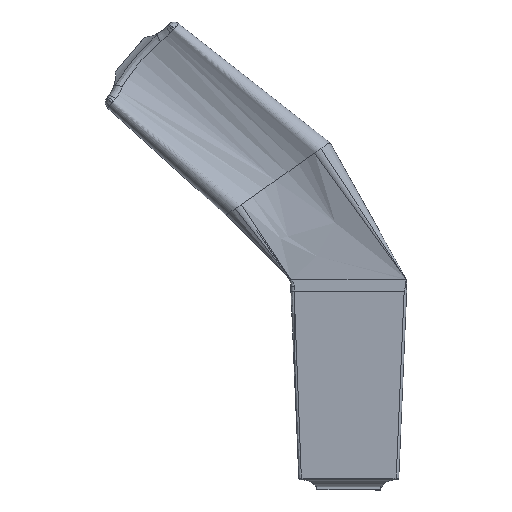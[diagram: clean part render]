
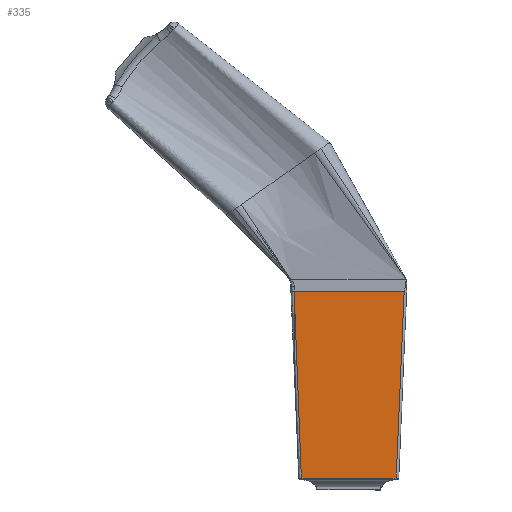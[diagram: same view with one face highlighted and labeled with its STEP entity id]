
A CAD part, top view. The second image highlights one B-rep face of the part: STEP entity #335.
In plain terms, the highlighted planar face has unit normal (0, -0.042, 0.999).
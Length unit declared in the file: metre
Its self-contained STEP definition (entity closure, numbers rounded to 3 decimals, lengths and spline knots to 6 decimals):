
#335 = ADVANCED_FACE( '', ( #657 ), #658, .T. );
#657 = FACE_OUTER_BOUND( '', #11267, .T. );
#658 = PLANE( '', #11268 );
#11267 = EDGE_LOOP( '', ( #12321, #12322, #12323, #12324, #12325, #12326, #12327, #12328 ) );
#11268 = AXIS2_PLACEMENT_3D( '', #12329, #12330, #12331 );
#12321 = ORIENTED_EDGE( '', *, *, #12798, .T. );
#12322 = ORIENTED_EDGE( '', *, *, #12769, .T. );
#12323 = ORIENTED_EDGE( '', *, *, #12684, .T. );
#12324 = ORIENTED_EDGE( '', *, *, #12644, .T. );
#12325 = ORIENTED_EDGE( '', *, *, #12799, .T. );
#12326 = ORIENTED_EDGE( '', *, *, #12689, .T. );
#12327 = ORIENTED_EDGE( '', *, *, #12800, .T. );
#12328 = ORIENTED_EDGE( '', *, *, #12746, .F. );
#12329 = CARTESIAN_POINT( '', ( 0.023, 0.04, 0.018365 ) );
#12330 = DIRECTION( '', ( 0., -0.042, 0.999 ) );
#12331 = DIRECTION( '', ( -1., 0., 0. ) );
#12644 = EDGE_CURVE( '', #13148, #13153, #13155, .T. );
#12684 = EDGE_CURVE( '', #13216, #13148, #13217, .F. );
#12689 = EDGE_CURVE( '', #13220, #13199, #13224, .F. );
#12746 = EDGE_CURVE( '', #13226, #13299, #13300, .F. );
#12769 = EDGE_CURVE( '', #13070, #13216, #13325, .F. );
#12798 = EDGE_CURVE( '', #13226, #13070, #13357, .F. );
#12799 = EDGE_CURVE( '', #13153, #13220, #13358, .F. );
#12800 = EDGE_CURVE( '', #13199, #13299, #13359, .F. );
#13070 = VERTEX_POINT( '', #14289 );
#13148 = VERTEX_POINT( '', #14808 );
#13153 = VERTEX_POINT( '', #14856 );
#13155 = LINE( '', #14900, #14901 );
#13199 = VERTEX_POINT( '', #14982 );
#13216 = VERTEX_POINT( '', #15062 );
#13217 = ELLIPSE( '', #15063, 0.006756, 0.00675 );
#13220 = VERTEX_POINT( '', #15066 );
#13224 = LINE( '', #15071, #15072 );
#13226 = VERTEX_POINT( '', #15074 );
#13299 = VERTEX_POINT( '', #15673 );
#13300 = LINE( '', #15674, #15675 );
#13325 = LINE( '', #15851, #15852 );
#13357 = B_SPLINE_CURVE_WITH_KNOTS( '', 3, ( #15993, #15994, #15995, #15996, #15997, #15998, #15999, #16000, #16001, #16002, #16003, #16004, #16005, #16006, #16007, #16008, #16009, #16010, #16011, #16012, #16013, #16014, #16015, #16016, #16017, #16018, #16019, #16020, #16021, #16022, #16023, #16024, #16025 ), .UNSPECIFIED., .F., .F., ( 4, 2, 2, 2, 2, 2, 2, 2, 2, 2, 2, 1, 2, 1, 1, 2, 2, 4 ), ( 0.00072, 0.01002, 0.019321, 0.028621, 0.033271, 0.037922, 0.047222, 0.051872, 0.056523, 0.058848, 0.061173, 0.065823, 0.070473, 0.072798, 0.073961, 0.074252, 0.074542, 0.075124 ), .UNSPECIFIED. );
#13358 = ELLIPSE( '', #16026, 0.006756, 0.00675 );
#13359 = LINE( '', #16027, #16028 );
#14289 = CARTESIAN_POINT( '', ( -0.018855, -0.034282, 0.015221 ) );
#14808 = CARTESIAN_POINT( '', ( -0.017971, -0.034284, 0.01522 ) );
#14856 = CARTESIAN_POINT( '', ( 0.017971, -0.034284, 0.01522 ) );
#14900 = CARTESIAN_POINT( '', ( -0.0125, -0.034284, 0.01522 ) );
#14901 = VECTOR( '', #16272, 1. );
#14982 = CARTESIAN_POINT( '', ( 0.018856, -0.034282, 0.015221 ) );
#15062 = CARTESIAN_POINT( '', ( -0.018157, -0.034282, 0.015221 ) );
#15063 = AXIS2_PLACEMENT_3D( '', #16317, #16318, #16319 );
#15066 = CARTESIAN_POINT( '', ( 0.018157, -0.034282, 0.015221 ) );
#15071 = CARTESIAN_POINT( '', ( 0.023, -0.034282, 0.015221 ) );
#15072 = VECTOR( '', #16327, 1. );
#15074 = CARTESIAN_POINT( '', ( -0.02173, 0.04, 0.018365 ) );
#15673 = CARTESIAN_POINT( '', ( 0.022001, 0.04, 0.018365 ) );
#15674 = CARTESIAN_POINT( '', ( 0.023, 0.04, 0.018365 ) );
#15675 = VECTOR( '', #16368, 1. );
#15851 = CARTESIAN_POINT( '', ( 0.023, -0.034282, 0.015221 ) );
#15852 = VECTOR( '', #16388, 1. );
#15993 = CARTESIAN_POINT( '', ( -0.018855, -0.034282, 0.015221 ) );
#15994 = CARTESIAN_POINT( '', ( -0.018981, -0.031187, 0.015352 ) );
#15995 = CARTESIAN_POINT( '', ( -0.019106, -0.028092, 0.015483 ) );
#15996 = CARTESIAN_POINT( '', ( -0.019357, -0.021902, 0.015745 ) );
#15997 = CARTESIAN_POINT( '', ( -0.019482, -0.018807, 0.015876 ) );
#15998 = CARTESIAN_POINT( '', ( -0.019732, -0.012618, 0.016138 ) );
#15999 = CARTESIAN_POINT( '', ( -0.019857, -0.009523, 0.016269 ) );
#16000 = CARTESIAN_POINT( '', ( -0.020044, -0.00488, 0.016465 ) );
#16001 = CARTESIAN_POINT( '', ( -0.020106, -0.003333, 0.016531 ) );
#16002 = CARTESIAN_POINT( '', ( -0.02023, -0.000238, 0.016662 ) );
#16003 = CARTESIAN_POINT( '', ( -0.020292, 0.001309, 0.016727 ) );
#16004 = CARTESIAN_POINT( '', ( -0.020477, 0.005952, 0.016924 ) );
#16005 = CARTESIAN_POINT( '', ( -0.0206, 0.009047, 0.017055 ) );
#16006 = CARTESIAN_POINT( '', ( -0.020782, 0.013689, 0.017251 ) );
#16007 = CARTESIAN_POINT( '', ( -0.020842, 0.015237, 0.017317 ) );
#16008 = CARTESIAN_POINT( '', ( -0.020962, 0.018332, 0.017448 ) );
#16009 = CARTESIAN_POINT( '', ( -0.021021, 0.019879, 0.017513 ) );
#16010 = CARTESIAN_POINT( '', ( -0.021109, 0.022201, 0.017612 ) );
#16011 = CARTESIAN_POINT( '', ( -0.021138, 0.022975, 0.017644 ) );
#16012 = CARTESIAN_POINT( '', ( -0.021196, 0.024522, 0.01771 ) );
#16013 = CARTESIAN_POINT( '', ( -0.021225, 0.025296, 0.017743 ) );
#16014 = CARTESIAN_POINT( '', ( -0.021309, 0.027618, 0.017841 ) );
#16015 = CARTESIAN_POINT( '', ( -0.02142, 0.030713, 0.017972 ) );
#16016 = CARTESIAN_POINT( '', ( -0.021526, 0.033809, 0.018103 ) );
#16017 = CARTESIAN_POINT( '', ( -0.021604, 0.03613, 0.018201 ) );
#16018 = CARTESIAN_POINT( '', ( -0.021642, 0.037291, 0.01825 ) );
#16019 = CARTESIAN_POINT( '', ( -0.021683, 0.038549, 0.018304 ) );
#16020 = CARTESIAN_POINT( '', ( -0.021699, 0.039033, 0.018324 ) );
#16021 = CARTESIAN_POINT( '', ( -0.021705, 0.039226, 0.018332 ) );
#16022 = CARTESIAN_POINT( '', ( -0.021708, 0.039323, 0.018336 ) );
#16023 = CARTESIAN_POINT( '', ( -0.021718, 0.039613, 0.018349 ) );
#16024 = CARTESIAN_POINT( '', ( -0.021724, 0.039807, 0.018357 ) );
#16025 = CARTESIAN_POINT( '', ( -0.02173, 0.04, 0.018365 ) );
#16026 = AXIS2_PLACEMENT_3D( '', #16407, #16408, #16409 );
#16027 = CARTESIAN_POINT( '', ( 0.022003, 0.040042, 0.018367 ) );
#16028 = VECTOR( '', #16410, 1. );
#16272 = DIRECTION( '', ( 1., 0., 0. ) );
#16317 = CARTESIAN_POINT( '', ( -0.018157, -0.041032, 0.014935 ) );
#16318 = DIRECTION( '', ( 0., -0.042, 0.999 ) );
#16319 = DIRECTION( '', ( 0., -0.999, -0.042 ) );
#16327 = DIRECTION( '', ( -1., 0., 0. ) );
#16368 = DIRECTION( '', ( -1., 0., 0. ) );
#16388 = DIRECTION( '', ( -1., 0., 0. ) );
#16407 = CARTESIAN_POINT( '', ( 0.018157, -0.041032, 0.014935 ) );
#16408 = DIRECTION( '', ( 0., -0.042, 0.999 ) );
#16409 = DIRECTION( '', ( 0., 0.999, 0.042 ) );
#16410 = DIRECTION( '', ( -0.042, -0.998, -0.042 ) );
